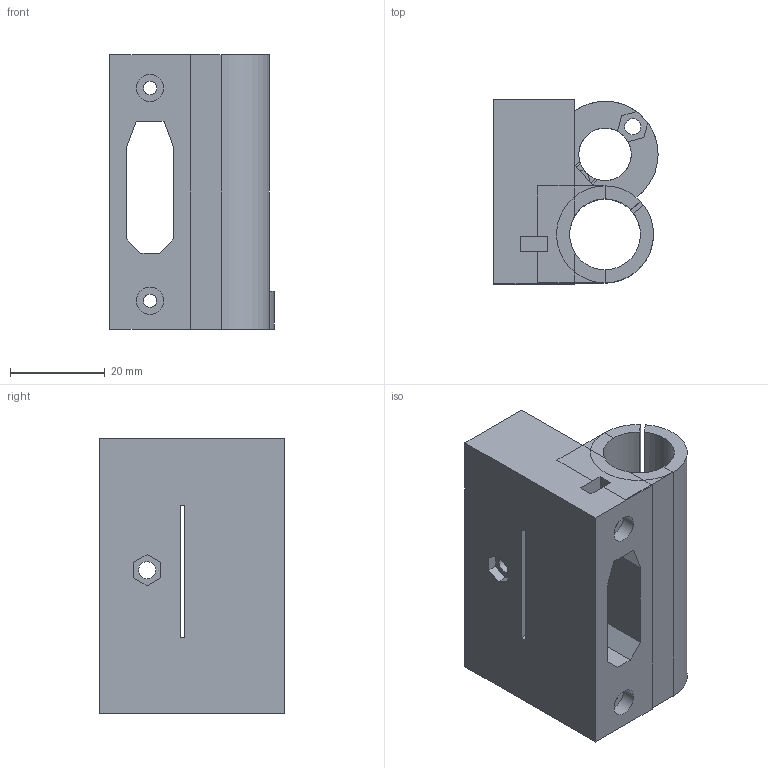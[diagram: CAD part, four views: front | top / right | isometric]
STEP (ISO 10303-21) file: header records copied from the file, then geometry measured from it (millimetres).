
FILE_DESCRIPTION(('FreeCAD Model'),'2;1');
FILE_NAME('x-end-idler.step','2020-04-20T13:47:24',('Author'),(''), 'Open CASCADE STEP processor 7.3','FreeCAD','Unknown');
FILE_SCHEMA(('AUTOMOTIVE_DESIGN { 1 0 10303 214 1 1 1 1 }'));
Length unit declared in the file: millimetre
Products named in the file (1): mirrored_difference004
Bounding box: 34.73 x 39 x 58 mm (x, y, z)
Volume: 32163 mm3; surface area: 18088.6 mm2
Topology: 1 solids, 1 shells, 159 faces, 430 edges, 274 vertices
Faces by surface type: plane 132, cylinder 25, cone 2
Full cylindrical faces by diameter (mm): 2.8 x4, 3.4 x2, 3.6 x2, 5.8 x2, 6.2 x1, 11 x4, 11.111 x1, 14.987 x1
Entity records: 10982 total; most frequent: CARTESIAN_POINT 2424, DIRECTION 1609, LINE 1042, VECTOR 1042, ORIENTED_EDGE 860, PCURVE 860, DEFINITIONAL_REPRESENTATION 860, EDGE_CURVE 430
